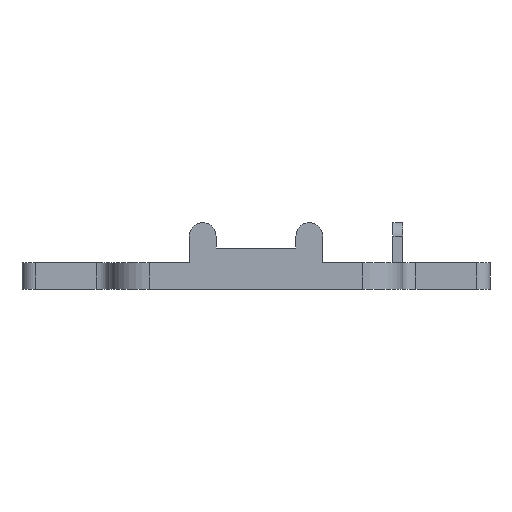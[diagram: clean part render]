
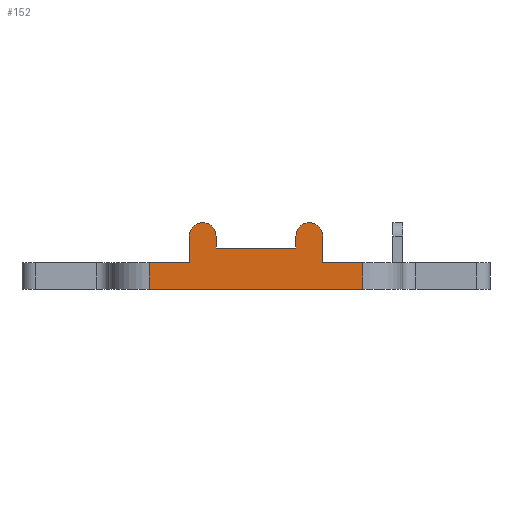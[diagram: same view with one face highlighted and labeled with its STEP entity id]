
A CAD part, front view. The second image highlights one B-rep face of the part: STEP entity #152.
In plain terms, the highlighted planar face has unit normal (0, -1, 0).
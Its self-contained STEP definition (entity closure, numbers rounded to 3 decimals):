
#12 = VECTOR ( 'NONE', #3081, 1000. ) ;
#21 = CARTESIAN_POINT ( 'NONE',  ( 40., -83., 0. ) ) ;
#152 = ADVANCED_FACE ( 'NONE', ( #2251 ), #2214, .F. ) ;
#191 = DIRECTION ( 'NONE',  ( 0., -1., 0. ) ) ;
#212 = EDGE_CURVE ( 'NONE', #1021, #708, #330, .T. ) ;
#214 = ORIENTED_EDGE ( 'NONE', *, *, #2154, .F. ) ;
#218 = VERTEX_POINT ( 'NONE', #619 ) ;
#233 = EDGE_CURVE ( 'NONE', #3090, #2812, #707, .T. ) ;
#251 = VERTEX_POINT ( 'NONE', #2884 ) ;
#301 = AXIS2_PLACEMENT_3D ( 'NONE', #1126, #1965, #2525 ) ;
#303 = DIRECTION ( 'NONE',  ( 0., -1., 0. ) ) ;
#320 = DIRECTION ( 'NONE',  ( 0., 0., 1. ) ) ;
#330 = LINE ( 'NONE', #3105, #2298 ) ;
#359 = VERTEX_POINT ( 'NONE', #371 ) ;
#361 = AXIS2_PLACEMENT_3D ( 'NONE', #2803, #303, #320 ) ;
#371 = CARTESIAN_POINT ( 'NONE',  ( -15., -83., 15.5 ) ) ;
#376 = EDGE_CURVE ( 'NONE', #406, #251, #1044, .T. ) ;
#386 = ORIENTED_EDGE ( 'NONE', *, *, #212, .T. ) ;
#402 = DIRECTION ( 'NONE',  ( 0., 0., 1. ) ) ;
#406 = VERTEX_POINT ( 'NONE', #2988 ) ;
#454 = ORIENTED_EDGE ( 'NONE', *, *, #376, .F. ) ;
#487 = ORIENTED_EDGE ( 'NONE', *, *, #2649, .T. ) ;
#522 = AXIS2_PLACEMENT_3D ( 'NONE', #1103, #2504, #2775 ) ;
#523 = DIRECTION ( 'NONE',  ( 0., 0., -1. ) ) ;
#536 = VERTEX_POINT ( 'NONE', #1933 ) ;
#561 = DIRECTION ( 'NONE',  ( 0., 0., 1. ) ) ;
#619 = CARTESIAN_POINT ( 'NONE',  ( -20., -83., 25. ) ) ;
#633 = EDGE_CURVE ( 'NONE', #251, #708, #1993, .T. ) ;
#707 = LINE ( 'NONE', #1263, #2587 ) ;
#708 = VERTEX_POINT ( 'NONE', #2847 ) ;
#727 = DIRECTION ( 'NONE',  ( 0., 0., 1. ) ) ;
#761 = VERTEX_POINT ( 'NONE', #2896 ) ;
#823 = ORIENTED_EDGE ( 'NONE', *, *, #2164, .F. ) ;
#825 = CARTESIAN_POINT ( 'NONE',  ( -55., -83., 10. ) ) ;
#853 = VECTOR ( 'NONE', #2826, 1000. ) ;
#884 = CARTESIAN_POINT ( 'NONE',  ( -15., -83., 10. ) ) ;
#911 = ORIENTED_EDGE ( 'NONE', *, *, #2351, .T. ) ;
#942 = EDGE_CURVE ( 'NONE', #536, #1994, #2787, .T. ) ;
#1021 = VERTEX_POINT ( 'NONE', #21 ) ;
#1044 = LINE ( 'NONE', #1059, #3058 ) ;
#1059 = CARTESIAN_POINT ( 'NONE',  ( 25., -83., 10. ) ) ;
#1083 = EDGE_CURVE ( 'NONE', #2641, #359, #3056, .T. ) ;
#1092 = CARTESIAN_POINT ( 'NONE',  ( -40., -83., 10. ) ) ;
#1103 = CARTESIAN_POINT ( 'NONE',  ( 20., -83., 20. ) ) ;
#1126 = CARTESIAN_POINT ( 'NONE',  ( -20., -83., 20. ) ) ;
#1131 = LINE ( 'NONE', #1149, #1276 ) ;
#1149 = CARTESIAN_POINT ( 'NONE',  ( -25., -83., 10. ) ) ;
#1246 = EDGE_CURVE ( 'NONE', #359, #3090, #2675, .T. ) ;
#1253 = CARTESIAN_POINT ( 'NONE',  ( -20., -83., 20. ) ) ;
#1263 = CARTESIAN_POINT ( 'NONE',  ( 15., -83., 10. ) ) ;
#1276 = VECTOR ( 'NONE', #2765, 1000. ) ;
#1352 = VERTEX_POINT ( 'NONE', #2943 ) ;
#1357 = ORIENTED_EDGE ( 'NONE', *, *, #942, .T. ) ;
#1389 = VECTOR ( 'NONE', #2346, 1000. ) ;
#1443 = CARTESIAN_POINT ( 'NONE',  ( -55., -83., 10. ) ) ;
#1583 = DIRECTION ( 'NONE',  ( 1., 0., 0. ) ) ;
#1597 = CARTESIAN_POINT ( 'NONE',  ( -15., -83., 15.5 ) ) ;
#1652 = CARTESIAN_POINT ( 'NONE',  ( -25., -83., 20. ) ) ;
#1658 = EDGE_CURVE ( 'NONE', #2641, #218, #2663, .T. ) ;
#1659 = ORIENTED_EDGE ( 'NONE', *, *, #1781, .T. ) ;
#1682 = CIRCLE ( 'NONE', #361, 5. ) ;
#1686 = CARTESIAN_POINT ( 'NONE',  ( 15., -83., 15.5 ) ) ;
#1718 = ORIENTED_EDGE ( 'NONE', *, *, #1083, .F. ) ;
#1720 = DIRECTION ( 'NONE',  ( 0., 0., 1. ) ) ;
#1730 = VECTOR ( 'NONE', #1991, 1000. ) ;
#1756 = EDGE_LOOP ( 'NONE', ( #454, #1659, #2653, #3109, #2832, #1718, #3033, #487, #214, #823, #1357, #911, #386, #2953 ) ) ;
#1781 = EDGE_CURVE ( 'NONE', #406, #1352, #1792, .T. ) ;
#1784 = LINE ( 'NONE', #3385, #1389 ) ;
#1789 = VECTOR ( 'NONE', #1583, 1000. ) ;
#1792 = CIRCLE ( 'NONE', #522, 5. ) ;
#1901 = VECTOR ( 'NONE', #2223, 1000. ) ;
#1933 = CARTESIAN_POINT ( 'NONE',  ( -40., -83., 10. ) ) ;
#1965 = DIRECTION ( 'NONE',  ( 0., -1., 0. ) ) ;
#1970 = LINE ( 'NONE', #825, #12 ) ;
#1991 = DIRECTION ( 'NONE',  ( 0., 0., -1. ) ) ;
#1993 = LINE ( 'NONE', #1443, #853 ) ;
#1994 = VERTEX_POINT ( 'NONE', #3123 ) ;
#2154 = EDGE_CURVE ( 'NONE', #761, #2215, #1131, .T. ) ;
#2164 = EDGE_CURVE ( 'NONE', #536, #761, #1970, .T. ) ;
#2214 = PLANE ( 'NONE',  #2702 ) ;
#2215 = VERTEX_POINT ( 'NONE', #1652 ) ;
#2223 = DIRECTION ( 'NONE',  ( 0., 0., -1. ) ) ;
#2251 = FACE_OUTER_BOUND ( 'NONE', #1756, .T. ) ;
#2298 = VECTOR ( 'NONE', #561, 1000. ) ;
#2346 = DIRECTION ( 'NONE',  ( 1., 0., 0. ) ) ;
#2351 = EDGE_CURVE ( 'NONE', #1994, #1021, #1784, .T. ) ;
#2379 = CIRCLE ( 'NONE', #301, 5. ) ;
#2489 = AXIS2_PLACEMENT_3D ( 'NONE', #1253, #191, #727 ) ;
#2504 = DIRECTION ( 'NONE',  ( 0., -1., 0. ) ) ;
#2525 = DIRECTION ( 'NONE',  ( 0., 0., 1. ) ) ;
#2587 = VECTOR ( 'NONE', #402, 1000. ) ;
#2641 = VERTEX_POINT ( 'NONE', #2783 ) ;
#2642 = EDGE_CURVE ( 'NONE', #1352, #2812, #1682, .T. ) ;
#2649 = EDGE_CURVE ( 'NONE', #218, #2215, #2379, .T. ) ;
#2653 = ORIENTED_EDGE ( 'NONE', *, *, #2642, .T. ) ;
#2663 = CIRCLE ( 'NONE', #2489, 5. ) ;
#2675 = LINE ( 'NONE', #1597, #1789 ) ;
#2702 = AXIS2_PLACEMENT_3D ( 'NONE', #3319, #3354, #1720 ) ;
#2765 = DIRECTION ( 'NONE',  ( 0., 0., 1. ) ) ;
#2775 = DIRECTION ( 'NONE',  ( 0., 0., 1. ) ) ;
#2783 = CARTESIAN_POINT ( 'NONE',  ( -15., -83., 20. ) ) ;
#2787 = LINE ( 'NONE', #1092, #1901 ) ;
#2803 = CARTESIAN_POINT ( 'NONE',  ( 20., -83., 20. ) ) ;
#2812 = VERTEX_POINT ( 'NONE', #3451 ) ;
#2826 = DIRECTION ( 'NONE',  ( 1., 0., 0. ) ) ;
#2832 = ORIENTED_EDGE ( 'NONE', *, *, #1246, .F. ) ;
#2847 = CARTESIAN_POINT ( 'NONE',  ( 40., -83., 10. ) ) ;
#2884 = CARTESIAN_POINT ( 'NONE',  ( 25., -83., 10. ) ) ;
#2896 = CARTESIAN_POINT ( 'NONE',  ( -25., -83., 10. ) ) ;
#2943 = CARTESIAN_POINT ( 'NONE',  ( 20., -83., 25. ) ) ;
#2953 = ORIENTED_EDGE ( 'NONE', *, *, #633, .F. ) ;
#2988 = CARTESIAN_POINT ( 'NONE',  ( 25., -83., 20. ) ) ;
#3033 = ORIENTED_EDGE ( 'NONE', *, *, #1658, .T. ) ;
#3056 = LINE ( 'NONE', #884, #1730 ) ;
#3058 = VECTOR ( 'NONE', #523, 1000. ) ;
#3081 = DIRECTION ( 'NONE',  ( 1., 0., 0. ) ) ;
#3090 = VERTEX_POINT ( 'NONE', #1686 ) ;
#3105 = CARTESIAN_POINT ( 'NONE',  ( 40., -83., 10. ) ) ;
#3109 = ORIENTED_EDGE ( 'NONE', *, *, #233, .F. ) ;
#3123 = CARTESIAN_POINT ( 'NONE',  ( -40., -83., 0. ) ) ;
#3319 = CARTESIAN_POINT ( 'NONE',  ( -55., -83., 10. ) ) ;
#3354 = DIRECTION ( 'NONE',  ( 0., 1., 0. ) ) ;
#3385 = CARTESIAN_POINT ( 'NONE',  ( -55., -83., 0. ) ) ;
#3451 = CARTESIAN_POINT ( 'NONE',  ( 15., -83., 20. ) ) ;
